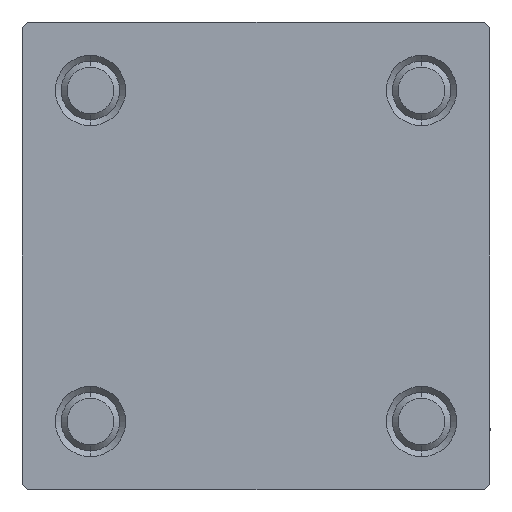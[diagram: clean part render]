
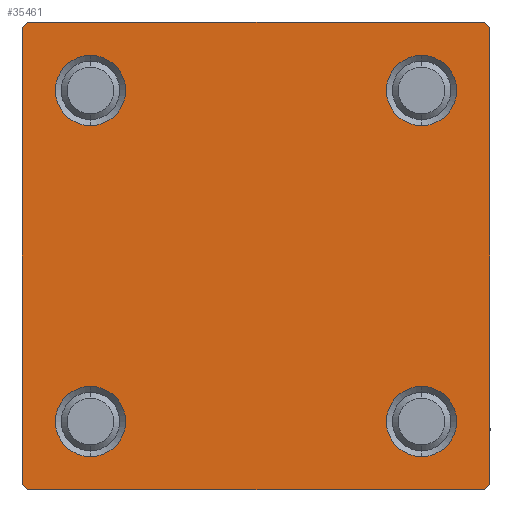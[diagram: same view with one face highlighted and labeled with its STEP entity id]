
A CAD part, left-side view. The second image highlights one B-rep face of the part: STEP entity #35461.
In plain terms, the highlighted planar face has unit normal (-1, 0, 0).
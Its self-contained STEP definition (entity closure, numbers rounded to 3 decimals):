
#128 = VERTEX_POINT ( 'NONE', #25459 ) ;
#148 = DIRECTION ( 'NONE',  ( 0., -0.707, 0.707 ) ) ;
#1149 = ORIENTED_EDGE ( 'NONE', *, *, #15478, .T. ) ;
#1954 = ORIENTED_EDGE ( 'NONE', *, *, #33148, .T. ) ;
#2072 = ORIENTED_EDGE ( 'NONE', *, *, #18103, .T. ) ;
#2535 = ORIENTED_EDGE ( 'NONE', *, *, #28145, .T. ) ;
#2902 = CARTESIAN_POINT ( 'NONE',  ( 0., 14.15, -17.15 ) ) ;
#2964 = AXIS2_PLACEMENT_3D ( 'NONE', #11117, #26022, #41417 ) ;
#3332 = AXIS2_PLACEMENT_3D ( 'NONE', #4709, #7991, #8738 ) ;
#3498 = CARTESIAN_POINT ( 'NONE',  ( 0., 20., -20. ) ) ;
#3863 = CARTESIAN_POINT ( 'NONE',  ( 0., -14.15, -17.15 ) ) ;
#4709 = CARTESIAN_POINT ( 'NONE',  ( 0., 14.15, 14.15 ) ) ;
#5523 = CARTESIAN_POINT ( 'NONE',  ( 0., 20., 20. ) ) ;
#5651 = AXIS2_PLACEMENT_3D ( 'NONE', #18693, #49488, #45198 ) ;
#5782 = ORIENTED_EDGE ( 'NONE', *, *, #47913, .T. ) ;
#6180 = EDGE_CURVE ( 'NONE', #21548, #40410, #42663, .T. ) ;
#7095 = CARTESIAN_POINT ( 'NONE',  ( 0., -19.5, -20. ) ) ;
#7336 = CARTESIAN_POINT ( 'NONE',  ( 0., -14.15, -14.15 ) ) ;
#7626 = CARTESIAN_POINT ( 'NONE',  ( 0., -20., -19.5 ) ) ;
#7741 = AXIS2_PLACEMENT_3D ( 'NONE', #11792, #47130, #19377 ) ;
#7974 = CARTESIAN_POINT ( 'NONE',  ( 0., -19.5, 20. ) ) ;
#7991 = DIRECTION ( 'NONE',  ( 1., 0., 0. ) ) ;
#8414 = DIRECTION ( 'NONE',  ( 0., 0., -1. ) ) ;
#8738 = DIRECTION ( 'NONE',  ( 0., 0., 1. ) ) ;
#9568 = EDGE_LOOP ( 'NONE', ( #16701, #1149 ) ) ;
#10138 = VERTEX_POINT ( 'NONE', #12712 ) ;
#10320 = DIRECTION ( 'NONE',  ( 1., 0., 0. ) ) ;
#10579 = VERTEX_POINT ( 'NONE', #24807 ) ;
#11117 = CARTESIAN_POINT ( 'NONE',  ( 0., 0., 0. ) ) ;
#11485 = EDGE_CURVE ( 'NONE', #45915, #48527, #48896, .T. ) ;
#11674 = ORIENTED_EDGE ( 'NONE', *, *, #20084, .T. ) ;
#11792 = CARTESIAN_POINT ( 'NONE',  ( 0., 14.15, 14.15 ) ) ;
#12172 = EDGE_CURVE ( 'NONE', #49866, #20094, #27880, .T. ) ;
#12285 = DIRECTION ( 'NONE',  ( 0., -0.707, -0.707 ) ) ;
#12382 = DIRECTION ( 'NONE',  ( 0., 0.707, -0.707 ) ) ;
#12605 = EDGE_CURVE ( 'NONE', #48527, #45915, #31170, .T. ) ;
#12712 = CARTESIAN_POINT ( 'NONE',  ( 0., 19.5, -20. ) ) ;
#13064 = DIRECTION ( 'NONE',  ( 1., 0., 0. ) ) ;
#13226 = LINE ( 'NONE', #17532, #20708 ) ;
#13896 = CARTESIAN_POINT ( 'NONE',  ( 0., 14.15, 11.15 ) ) ;
#14935 = VERTEX_POINT ( 'NONE', #32806 ) ;
#15146 = VECTOR ( 'NONE', #12285, 1000. ) ;
#15478 = EDGE_CURVE ( 'NONE', #22443, #10579, #32040, .T. ) ;
#15666 = VERTEX_POINT ( 'NONE', #7095 ) ;
#15918 = EDGE_CURVE ( 'NONE', #10579, #22443, #49009, .T. ) ;
#16441 = CARTESIAN_POINT ( 'NONE',  ( 0., -14.15, 11.15 ) ) ;
#16701 = ORIENTED_EDGE ( 'NONE', *, *, #15918, .T. ) ;
#17532 = CARTESIAN_POINT ( 'NONE',  ( 0., -19.75, 19.75 ) ) ;
#17735 = FACE_OUTER_BOUND ( 'NONE', #25595, .T. ) ;
#17866 = CIRCLE ( 'NONE', #3332, 3. ) ;
#18103 = EDGE_CURVE ( 'NONE', #128, #42030, #13226, .T. ) ;
#18523 = CARTESIAN_POINT ( 'NONE',  ( 0., -14.15, -14.15 ) ) ;
#18693 = CARTESIAN_POINT ( 'NONE',  ( 0., -14.15, 14.15 ) ) ;
#18780 = VERTEX_POINT ( 'NONE', #16441 ) ;
#18897 = DIRECTION ( 'NONE',  ( 0., -1., 0. ) ) ;
#18957 = DIRECTION ( 'NONE',  ( 0., 0., 1. ) ) ;
#19164 = VECTOR ( 'NONE', #8414, 1000. ) ;
#19332 = VECTOR ( 'NONE', #20919, 1000. ) ;
#19377 = DIRECTION ( 'NONE',  ( 0., 0., 1. ) ) ;
#19569 = CARTESIAN_POINT ( 'NONE',  ( 0., -14.15, -11.15 ) ) ;
#19645 = ORIENTED_EDGE ( 'NONE', *, *, #12605, .T. ) ;
#20054 = EDGE_LOOP ( 'NONE', ( #23648, #30009 ) ) ;
#20084 = EDGE_CURVE ( 'NONE', #48832, #10138, #23872, .T. ) ;
#20094 = VERTEX_POINT ( 'NONE', #43059 ) ;
#20360 = CARTESIAN_POINT ( 'NONE',  ( 0., -14.15, 14.15 ) ) ;
#20708 = VECTOR ( 'NONE', #30305, 1000. ) ;
#20919 = DIRECTION ( 'NONE',  ( 0., 0., -1. ) ) ;
#21548 = VERTEX_POINT ( 'NONE', #26764 ) ;
#22443 = VERTEX_POINT ( 'NONE', #2902 ) ;
#22678 = LINE ( 'NONE', #3498, #33587 ) ;
#22737 = PLANE ( 'NONE',  #2964 ) ;
#23399 = DIRECTION ( 'NONE',  ( 0., 0., 1. ) ) ;
#23648 = ORIENTED_EDGE ( 'NONE', *, *, #25605, .T. ) ;
#23852 = CARTESIAN_POINT ( 'NONE',  ( 0., -19.75, -19.75 ) ) ;
#23872 = LINE ( 'NONE', #42304, #15146 ) ;
#24807 = CARTESIAN_POINT ( 'NONE',  ( 0., 14.15, -11.15 ) ) ;
#25459 = CARTESIAN_POINT ( 'NONE',  ( 0., -20., 19.5 ) ) ;
#25530 = VECTOR ( 'NONE', #148, 1000. ) ;
#25595 = EDGE_LOOP ( 'NONE', ( #5782, #11674, #48360, #1954, #44597, #2072, #40298, #25980 ) ) ;
#25605 = EDGE_CURVE ( 'NONE', #14935, #18780, #27403, .T. ) ;
#25706 = DIRECTION ( 'NONE',  ( 0., 0., 1. ) ) ;
#25980 = ORIENTED_EDGE ( 'NONE', *, *, #6180, .T. ) ;
#26022 = DIRECTION ( 'NONE',  ( -1., 0., 0. ) ) ;
#26764 = CARTESIAN_POINT ( 'NONE',  ( 0., 19.5, 20. ) ) ;
#27403 = CIRCLE ( 'NONE', #5651, 3. ) ;
#27481 = CIRCLE ( 'NONE', #37980, 3. ) ;
#27880 = CIRCLE ( 'NONE', #7741, 3. ) ;
#28145 = EDGE_CURVE ( 'NONE', #20094, #49866, #17866, .T. ) ;
#28176 = EDGE_CURVE ( 'NONE', #18780, #14935, #27481, .T. ) ;
#28255 = ORIENTED_EDGE ( 'NONE', *, *, #12172, .T. ) ;
#29087 = DIRECTION ( 'NONE',  ( 1., 0., 0. ) ) ;
#29587 = CARTESIAN_POINT ( 'NONE',  ( 0., 14.15, -14.15 ) ) ;
#29756 = CARTESIAN_POINT ( 'NONE',  ( 0., 14.15, -14.15 ) ) ;
#30009 = ORIENTED_EDGE ( 'NONE', *, *, #28176, .T. ) ;
#30305 = DIRECTION ( 'NONE',  ( 0., 0.707, 0.707 ) ) ;
#31124 = CARTESIAN_POINT ( 'NONE',  ( 0., 20., 19.5 ) ) ;
#31170 = CIRCLE ( 'NONE', #32816, 3. ) ;
#32040 = CIRCLE ( 'NONE', #40904, 3. ) ;
#32661 = LINE ( 'NONE', #47815, #19164 ) ;
#32806 = CARTESIAN_POINT ( 'NONE',  ( 0., -14.15, 17.15 ) ) ;
#32816 = AXIS2_PLACEMENT_3D ( 'NONE', #7336, #13064, #18957 ) ;
#33148 = EDGE_CURVE ( 'NONE', #15666, #40109, #43287, .T. ) ;
#33365 = FACE_BOUND ( 'NONE', #44847, .T. ) ;
#33587 = VECTOR ( 'NONE', #18897, 1000. ) ;
#33610 = FACE_BOUND ( 'NONE', #20054, .T. ) ;
#33864 = FACE_BOUND ( 'NONE', #34357, .T. ) ;
#33912 = DIRECTION ( 'NONE',  ( 1., 0., 0. ) ) ;
#34357 = EDGE_LOOP ( 'NONE', ( #19645, #39491 ) ) ;
#34561 = LINE ( 'NONE', #43798, #38525 ) ;
#35461 = ADVANCED_FACE ( 'NONE', ( #33610, #33864, #41664, #33365, #17735 ), #22737, .T. ) ;
#35848 = CARTESIAN_POINT ( 'NONE',  ( 0., 19.75, 19.75 ) ) ;
#35849 = EDGE_CURVE ( 'NONE', #10138, #15666, #22678, .T. ) ;
#37980 = AXIS2_PLACEMENT_3D ( 'NONE', #20360, #47378, #23399 ) ;
#38525 = VECTOR ( 'NONE', #46175, 1000. ) ;
#39099 = CARTESIAN_POINT ( 'NONE',  ( 0., 20., -19.5 ) ) ;
#39341 = EDGE_CURVE ( 'NONE', #128, #40109, #32661, .T. ) ;
#39491 = ORIENTED_EDGE ( 'NONE', *, *, #11485, .T. ) ;
#39977 = AXIS2_PLACEMENT_3D ( 'NONE', #29756, #10320, #25706 ) ;
#39979 = AXIS2_PLACEMENT_3D ( 'NONE', #18523, #33912, #49319 ) ;
#40109 = VERTEX_POINT ( 'NONE', #7626 ) ;
#40298 = ORIENTED_EDGE ( 'NONE', *, *, #41021, .F. ) ;
#40410 = VERTEX_POINT ( 'NONE', #31124 ) ;
#40904 = AXIS2_PLACEMENT_3D ( 'NONE', #29587, #29087, #44474 ) ;
#41021 = EDGE_CURVE ( 'NONE', #21548, #42030, #34561, .T. ) ;
#41417 = DIRECTION ( 'NONE',  ( 0., 0., 1. ) ) ;
#41664 = FACE_BOUND ( 'NONE', #9568, .T. ) ;
#42030 = VERTEX_POINT ( 'NONE', #7974 ) ;
#42304 = CARTESIAN_POINT ( 'NONE',  ( 0., 19.75, -19.75 ) ) ;
#42663 = LINE ( 'NONE', #35848, #43020 ) ;
#43020 = VECTOR ( 'NONE', #12382, 1000. ) ;
#43059 = CARTESIAN_POINT ( 'NONE',  ( 0., 14.15, 17.15 ) ) ;
#43287 = LINE ( 'NONE', #23852, #25530 ) ;
#43390 = LINE ( 'NONE', #5523, #19332 ) ;
#43798 = CARTESIAN_POINT ( 'NONE',  ( 0., 20., 20. ) ) ;
#44474 = DIRECTION ( 'NONE',  ( 0., 0., 1. ) ) ;
#44597 = ORIENTED_EDGE ( 'NONE', *, *, #39341, .F. ) ;
#44847 = EDGE_LOOP ( 'NONE', ( #2535, #28255 ) ) ;
#45198 = DIRECTION ( 'NONE',  ( 0., 0., 1. ) ) ;
#45915 = VERTEX_POINT ( 'NONE', #3863 ) ;
#46175 = DIRECTION ( 'NONE',  ( 0., -1., 0. ) ) ;
#47130 = DIRECTION ( 'NONE',  ( 1., 0., 0. ) ) ;
#47378 = DIRECTION ( 'NONE',  ( 1., 0., 0. ) ) ;
#47815 = CARTESIAN_POINT ( 'NONE',  ( 0., -20., 20. ) ) ;
#47913 = EDGE_CURVE ( 'NONE', #40410, #48832, #43390, .T. ) ;
#48360 = ORIENTED_EDGE ( 'NONE', *, *, #35849, .T. ) ;
#48527 = VERTEX_POINT ( 'NONE', #19569 ) ;
#48832 = VERTEX_POINT ( 'NONE', #39099 ) ;
#48896 = CIRCLE ( 'NONE', #39979, 3. ) ;
#49009 = CIRCLE ( 'NONE', #39977, 3. ) ;
#49319 = DIRECTION ( 'NONE',  ( 0., 0., 1. ) ) ;
#49488 = DIRECTION ( 'NONE',  ( 1., 0., 0. ) ) ;
#49866 = VERTEX_POINT ( 'NONE', #13896 ) ;
